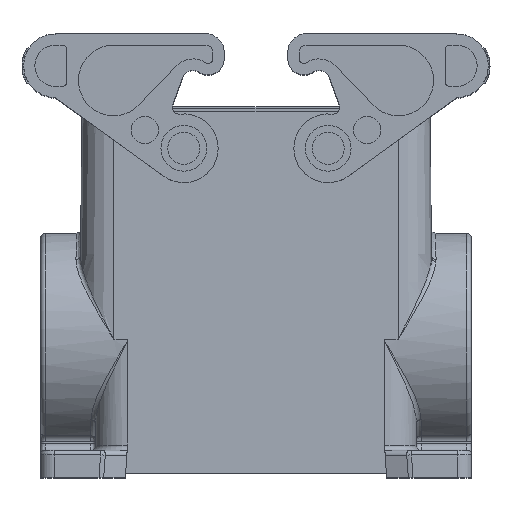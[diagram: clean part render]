
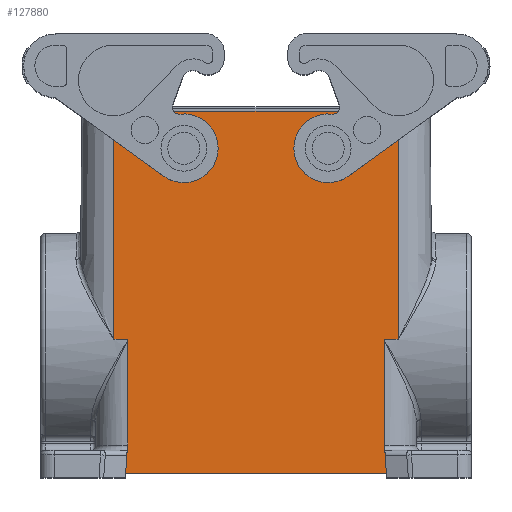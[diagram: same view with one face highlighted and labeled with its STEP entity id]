
A CAD part, top view. The second image highlights one B-rep face of the part: STEP entity #127880.
In plain terms, the highlighted planar face has unit normal (0, 0.009, 1).
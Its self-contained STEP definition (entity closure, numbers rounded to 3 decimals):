
#2620=CARTESIAN_POINT('',(4.753,23.6,23.));
#2630=VERTEX_POINT('',#2620);
#2660=CARTESIAN_POINT('',(0.,23.6,23.));
#2670=DIRECTION('',(1.,0.,0.));
#2680=VECTOR('',#2670,1.);
#2690=LINE('',#2660,#2680);
#2700=CARTESIAN_POINT('',(-57.247,23.6,23.))
;
#2710=VERTEX_POINT('',#2700);
#2720=EDGE_CURVE('',#2710,#2630,#2690,.T.);
#27020=CARTESIAN_POINT('',(-54.686,-55.4,23.689
));
#27030=VERTEX_POINT('',#27020);
#27060=CARTESIAN_POINT('',(0.,-55.4,23.689));
#27070=DIRECTION('',(1.,0.,0.));
#27080=VECTOR('',#27070,1.);
#27090=LINE('',#27060,#27080);
#27100=CARTESIAN_POINT('',(2.193,-55.4,23.689)
);
#27110=VERTEX_POINT('',#27100);
#27120=EDGE_CURVE('',#27030,#27110,#27090,.T.);
#68030=CARTESIAN_POINT('',(1.836,-50.011,
23.642));
#68040=VERTEX_POINT('',#68030);
#73120=CARTESIAN_POINT('',(-54.329,-50.011,
23.642));
#73130=VERTEX_POINT('',#73120);
#73160=CARTESIAN_POINT('',(-51.022,0.,23.206));
#73170=DIRECTION('',(0.066,0.998,
-0.009));
#73180=VECTOR('',#73170,1.);
#73190=LINE('',#73160,#73180);
#73200=EDGE_CURVE('',#27030,#73130,#73190,.T.);
#73330=CARTESIAN_POINT('',(-57.247,23.6,
23.));
#73340=DIRECTION('',(0.,-1.,
0.009));
#73350=VECTOR('',#73340,802.151);
#73360=LINE('',#73330,#73350);
#73370=CARTESIAN_POINT('',(-57.247,-26.195,
23.435));
#73380=VERTEX_POINT('',#73370);
#73390=EDGE_CURVE('',#2710,#73380,#73360,.T.);
#126690=CARTESIAN_POINT('',(-26.247,-1.297,
23.217));
#126700=DIRECTION('',(0.,0.009,
1.));
#126710=DIRECTION('',(1.,0.,0.));
#126720=AXIS2_PLACEMENT_3D('',#126690,#126700,#126710);
#126730=PLANE('',#126720);
#126740=CARTESIAN_POINT('',(-41.997,15.5,23.071
));
#126750=DIRECTION('',(0.,0.009,
1.));
#126760=DIRECTION('',(0.,1.,
-0.009));
#126770=AXIS2_PLACEMENT_3D('',#126740,#126750,#126760);
#126780=ELLIPSE('',#126770,3.5,3.5);
#126790=CARTESIAN_POINT('',(-45.497,15.5,
23.071));
#126800=VERTEX_POINT('',#126790);
#126810=CARTESIAN_POINT('',(-38.497,15.5,
23.071));
#126820=VERTEX_POINT('',#126810);
#126830=EDGE_CURVE('',#126800,#126820,#126780,.T.);
#126840=ORIENTED_EDGE('',*,*,#126830,.F.);
#126850=EDGE_CURVE('',#126820,#126800,#126780,.T.);
#126860=ORIENTED_EDGE('',*,*,#126850,.F.);
#126870=EDGE_LOOP('',(#126860,#126840));
#126880=FACE_BOUND('',#126870,.T.);
#126890=CARTESIAN_POINT('',(-10.497,15.5,23.071))
;
#126900=DIRECTION('',(0.,0.009,
1.));
#126910=DIRECTION('',(0.,1.,
-0.009));
#126920=AXIS2_PLACEMENT_3D('',#126890,#126900,#126910);
#126930=ELLIPSE('',#126920,3.5,3.5);
#126940=CARTESIAN_POINT('',(-13.997,15.5,23.071))
;
#126950=VERTEX_POINT('',#126940);
#126960=CARTESIAN_POINT('',(-6.997,15.5,23.071));
#126970=VERTEX_POINT('',#126960);
#126980=EDGE_CURVE('',#126950,#126970,#126930,.T.);
#126990=ORIENTED_EDGE('',*,*,#126980,.F.);
#127000=EDGE_CURVE('',#126970,#126950,#126930,.T.);
#127010=ORIENTED_EDGE('',*,*,#127000,.F.);
#127020=EDGE_LOOP('',(#127010,#126990));
#127030=FACE_BOUND('',#127020,.T.);
#127040=CARTESIAN_POINT('',(0.,-26.195,23.435));
#127050=DIRECTION('',(1.,0.,0.));
#127060=VECTOR('',#127050,1.);
#127070=LINE('',#127040,#127060);
#127080=CARTESIAN_POINT('',(-54.247,-26.195,
23.435));
#127090=VERTEX_POINT('',#127080);
#127100=EDGE_CURVE('',#73380,#127090,#127070,.T.);
#127110=ORIENTED_EDGE('',*,*,#127100,.T.);
#127120=ORIENTED_EDGE('',*,*,#73390,.T.);
#127130=ORIENTED_EDGE('',*,*,#2720,.F.);
#127140=CARTESIAN_POINT('',(4.753,23.6,23.)
);
#127150=DIRECTION('',(0.,-1.,
0.009));
#127160=VECTOR('',#127150,802.151);
#127170=LINE('',#127140,#127160);
#127180=CARTESIAN_POINT('',(4.753,-26.195,
23.435));
#127190=VERTEX_POINT('',#127180);
#127200=EDGE_CURVE('',#2630,#127190,#127170,.T.);
#127210=ORIENTED_EDGE('',*,*,#127200,.F.);
#127220=CARTESIAN_POINT('',(1.753,-26.195,
23.435));
#127230=VERTEX_POINT('',#127220);
#127240=EDGE_CURVE('',#127230,#127190,#127070,.T.);
#127250=ORIENTED_EDGE('',*,*,#127240,.T.);
#127260=CARTESIAN_POINT('',(1.753,-0.002,
23.206));
#127270=DIRECTION('',(0.,1.,
-0.009));
#127280=VECTOR('',#127270,1.);
#127290=LINE('',#127260,#127280);
#127300=CARTESIAN_POINT('',(1.753,-26.608,
23.438));
#127310=VERTEX_POINT('',#127300);
#127320=EDGE_CURVE('',#127310,#127230,#127290,.T.);
#127330=ORIENTED_EDGE('',*,*,#127320,.T.);
#127340=CARTESIAN_POINT('',(1.753,-26.608,
23.438));
#127350=DIRECTION('',(0.,-1.,
0.009));
#127360=VECTOR('',#127350,1.);
#127370=LINE('',#127340,#127360);
#127380=CARTESIAN_POINT('',(1.753,-26.608,
23.438));
#127390=VERTEX_POINT('',#127380);
#127400=EDGE_CURVE('',#127310,#127390,#127370,.T.);
#127410=ORIENTED_EDGE('',*,*,#127400,.F.);
#127420=CARTESIAN_POINT('',(1.753,-0.002,
23.206));
#127430=DIRECTION('',(0.,1.,
-0.009));
#127440=VECTOR('',#127430,1.);
#127450=LINE('',#127420,#127440);
#127460=CARTESIAN_POINT('',(1.753,-48.76,
23.631));
#127470=VERTEX_POINT('',#127460);
#127480=EDGE_CURVE('',#127470,#127390,#127450,.T.);
#127490=ORIENTED_EDGE('',*,*,#127480,.T.);
#127500=CARTESIAN_POINT('',(-1.471,0.002,
23.206));
#127510=DIRECTION('',(-0.066,0.998,
-0.009));
#127520=VECTOR('',#127510,1.);
#127530=LINE('',#127500,#127520);
#127540=EDGE_CURVE('',#68040,#127470,#127530,.T.);
#127550=ORIENTED_EDGE('',*,*,#127540,.T.);
#127560=CARTESIAN_POINT('',(-1.471,0.,23.206));
#127570=DIRECTION('',(-0.066,0.998,
-0.009));
#127580=VECTOR('',#127570,1.);
#127590=LINE('',#127560,#127580);
#127600=EDGE_CURVE('',#27110,#68040,#127590,.T.);
#127610=ORIENTED_EDGE('',*,*,#127600,.T.);
#127620=ORIENTED_EDGE('',*,*,#27120,.T.);
#127630=ORIENTED_EDGE('',*,*,#73200,.F.);
#127640=CARTESIAN_POINT('',(-51.022,0.002,
23.206));
#127650=DIRECTION('',(0.066,0.998,
-0.009));
#127660=VECTOR('',#127650,1.);
#127670=LINE('',#127640,#127660);
#127680=CARTESIAN_POINT('',(-54.247,-48.76,
23.631));
#127690=VERTEX_POINT('',#127680);
#127700=EDGE_CURVE('',#73130,#127690,#127670,.T.);
#127710=ORIENTED_EDGE('',*,*,#127700,.F.);
#127720=CARTESIAN_POINT('',(-54.247,-0.002,
23.206));
#127730=DIRECTION('',(0.,1.,
-0.009));
#127740=VECTOR('',#127730,1.);
#127750=LINE('',#127720,#127740);
#127760=CARTESIAN_POINT('',(-54.247,-26.608,
23.438));
#127770=VERTEX_POINT('',#127760);
#127780=EDGE_CURVE('',#127690,#127770,#127750,.T.);
#127790=ORIENTED_EDGE('',*,*,#127780,.F.);
#127800=CARTESIAN_POINT('',(-54.247,-26.608,
23.438));
#127810=DIRECTION('',(0.,-1.,
0.009));
#127820=VECTOR('',#127810,1.);
#127830=LINE('',#127800,#127820);
#127840=EDGE_CURVE('',#127090,#127770,#127830,.T.);
#127850=ORIENTED_EDGE('',*,*,#127840,.T.);
#127860=EDGE_LOOP('',(#127850,#127790,#127710,#127630,#127620,#127610,
#127550,#127490,#127410,#127330,#127250,#127210,#127130,#127120,#127110)
);
#127870=FACE_OUTER_BOUND('',#127860,.T.);
#127880=ADVANCED_FACE('',(#126880,#127030,#127870),#126730,.T.);
